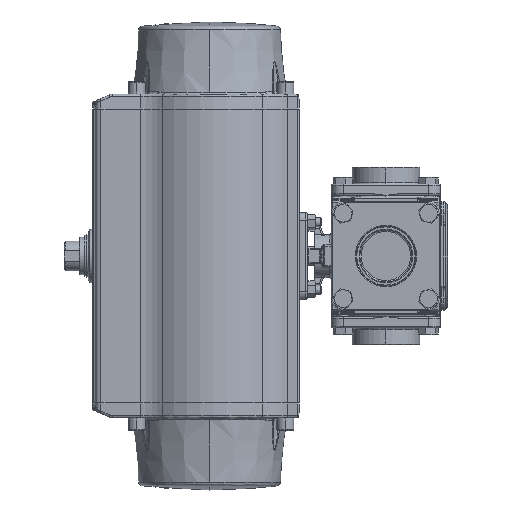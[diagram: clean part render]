
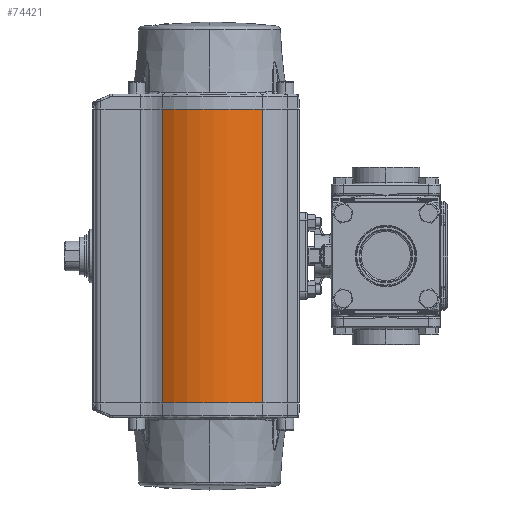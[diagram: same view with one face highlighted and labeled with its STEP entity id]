
A CAD part, left-side view. The second image highlights one B-rep face of the part: STEP entity #74421.
In plain terms, the highlighted cylindrical face has radius 87 mm (diameter 174 mm), a partial arc.
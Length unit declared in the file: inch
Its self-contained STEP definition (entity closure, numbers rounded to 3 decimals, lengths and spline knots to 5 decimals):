
#137 = DIRECTION ( 'NONE',  ( 0., 0., 1. ) ) ;
#4584 = EDGE_CURVE ( 'NONE', #60958, #115595, #113159, .T. ) ;
#5940 = ORIENTED_EDGE ( 'NONE', *, *, #4584, .T. ) ;
#7900 = DIRECTION ( 'NONE',  ( 0., 0., -1. ) ) ;
#9302 = DIRECTION ( 'NONE',  ( 1., 0., 0. ) ) ;
#11242 = CARTESIAN_POINT ( 'NONE',  ( -2.7914, 9.40449, -6.1811 ) ) ;
#17175 = LINE ( 'NONE', #11242, #90296 ) ;
#17652 = VERTEX_POINT ( 'NONE', #98198 ) ;
#18829 = DIRECTION ( 'NONE',  ( 0., 0., 1. ) ) ;
#19472 = VERTEX_POINT ( 'NONE', #34120 ) ;
#22013 = DIRECTION ( 'NONE',  ( 0., 0., 1. ) ) ;
#24707 = CIRCLE ( 'NONE', #54239, 3.4252 ) ;
#34120 = CARTESIAN_POINT ( 'NONE',  ( -2.7914, 9.40449, -6.1811 ) ) ;
#35807 = EDGE_CURVE ( 'NONE', #19472, #60958, #24707, .T. ) ;
#36931 = CARTESIAN_POINT ( 'NONE',  ( -2.58913, 5.17712, -6.1811 ) ) ;
#54239 = AXIS2_PLACEMENT_3D ( 'NONE', #73669, #18829, #82908 ) ;
#54955 = CARTESIAN_POINT ( 'NONE',  ( 0., 7.41953, -6.1811 ) ) ;
#55712 = FACE_OUTER_BOUND ( 'NONE', #83049, .T. ) ;
#60958 = VERTEX_POINT ( 'NONE', #36931 ) ;
#62752 = CARTESIAN_POINT ( 'NONE',  ( 0., 7.41953, 6.1811 ) ) ;
#66083 = DIRECTION ( 'NONE',  ( 0., 0., -1. ) ) ;
#67163 = VECTOR ( 'NONE', #22013, 39.37008 ) ;
#71899 = AXIS2_PLACEMENT_3D ( 'NONE', #62752, #7900, #72032 ) ;
#72032 = DIRECTION ( 'NONE',  ( 1., 0., 0. ) ) ;
#73669 = CARTESIAN_POINT ( 'NONE',  ( 0., 7.41953, -6.1811 ) ) ;
#74421 = ADVANCED_FACE ( 'NONE', ( #55712 ), #101697, .T. ) ;
#81777 = ORIENTED_EDGE ( 'NONE', *, *, #84664, .T. ) ;
#82318 = ORIENTED_EDGE ( 'NONE', *, *, #102811, .T. ) ;
#82908 = DIRECTION ( 'NONE',  ( 1., 0., 0. ) ) ;
#83003 = AXIS2_PLACEMENT_3D ( 'NONE', #54955, #137, #9302 ) ;
#83049 = EDGE_LOOP ( 'NONE', ( #118609, #5940, #82318, #81777 ) ) ;
#84664 = EDGE_CURVE ( 'NONE', #17652, #19472, #17175, .T. ) ;
#90296 = VECTOR ( 'NONE', #66083, 39.37008 ) ;
#93642 = CIRCLE ( 'NONE', #71899, 3.4252 ) ;
#95364 = CARTESIAN_POINT ( 'NONE',  ( -2.58913, 5.17712, -6.1811 ) ) ;
#98198 = CARTESIAN_POINT ( 'NONE',  ( -2.7914, 9.40449, 6.1811 ) ) ;
#100908 = CARTESIAN_POINT ( 'NONE',  ( -2.58913, 5.17712, 6.1811 ) ) ;
#101697 = CYLINDRICAL_SURFACE ( 'NONE', #83003, 3.4252 ) ;
#102811 = EDGE_CURVE ( 'NONE', #115595, #17652, #93642, .T. ) ;
#113159 = LINE ( 'NONE', #95364, #67163 ) ;
#115595 = VERTEX_POINT ( 'NONE', #100908 ) ;
#118609 = ORIENTED_EDGE ( 'NONE', *, *, #35807, .T. ) ;
